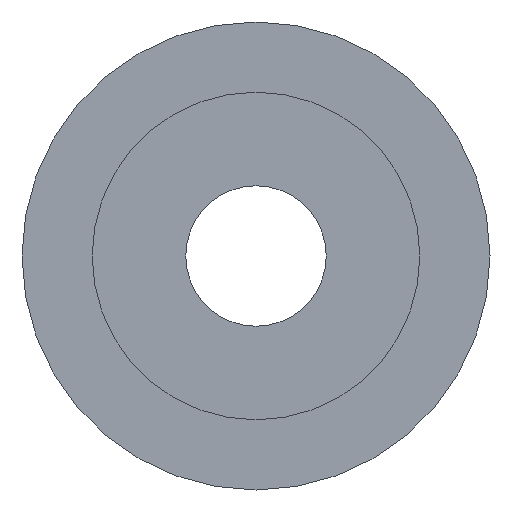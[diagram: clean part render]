
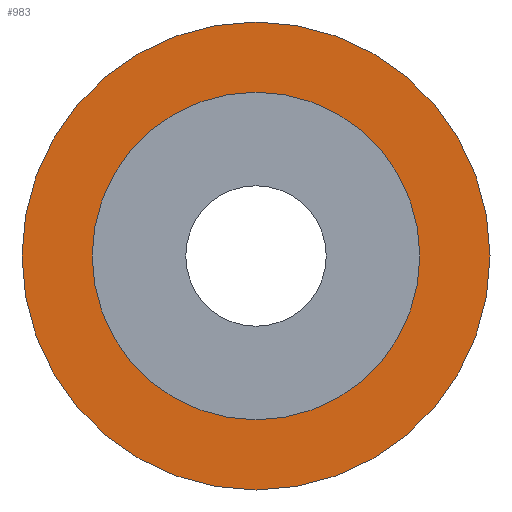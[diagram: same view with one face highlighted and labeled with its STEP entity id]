
A CAD part, front view. The second image highlights one B-rep face of the part: STEP entity #983.
In plain terms, the highlighted planar face has unit normal (0, -1, 0).
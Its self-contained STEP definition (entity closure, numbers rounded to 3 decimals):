
#125 = ORIENTED_EDGE ( 'NONE', *, *, #1913, .T. ) ;
#190 = CARTESIAN_POINT ( 'NONE',  ( 0., -1.5, 5. ) ) ;
#193 = ORIENTED_EDGE ( 'NONE', *, *, #1754, .F. ) ;
#240 = CARTESIAN_POINT ( 'NONE',  ( 0., -1.5, 0. ) ) ;
#316 = VERTEX_POINT ( 'NONE', #1431 ) ;
#372 = CARTESIAN_POINT ( 'NONE',  ( 0., -1.5, 0. ) ) ;
#552 = DIRECTION ( 'NONE',  ( 0., 1., 0. ) ) ;
#630 = ORIENTED_EDGE ( 'NONE', *, *, #2920, .F. ) ;
#669 = AXIS2_PLACEMENT_3D ( 'NONE', #1003, #1880, #3351 ) ;
#707 = PLANE ( 'NONE',  #669 ) ;
#752 = CIRCLE ( 'NONE', #3070, 5. ) ;
#983 = ADVANCED_FACE ( 'NONE', ( #3194, #3743 ), #707, .F. ) ;
#1003 = CARTESIAN_POINT ( 'NONE',  ( 0., -1.5, 0. ) ) ;
#1010 = AXIS2_PLACEMENT_3D ( 'NONE', #372, #1807, #1490 ) ;
#1014 = EDGE_LOOP ( 'NONE', ( #193, #630 ) ) ;
#1137 = DIRECTION ( 'NONE',  ( 0., 0., 1. ) ) ;
#1168 = CARTESIAN_POINT ( 'NONE',  ( 0., -1.5, -3.5 ) ) ;
#1303 = EDGE_CURVE ( 'NONE', #2644, #2030, #1987, .T. ) ;
#1349 = CIRCLE ( 'NONE', #2992, 3.5 ) ;
#1431 = CARTESIAN_POINT ( 'NONE',  ( 0., -1.5, -5. ) ) ;
#1452 = AXIS2_PLACEMENT_3D ( 'NONE', #2564, #1667, #3785 ) ;
#1490 = DIRECTION ( 'NONE',  ( 0., 0., 1. ) ) ;
#1524 = DIRECTION ( 'NONE',  ( 0., 0., 1. ) ) ;
#1667 = DIRECTION ( 'NONE',  ( 0., 1., 0. ) ) ;
#1754 = EDGE_CURVE ( 'NONE', #316, #3401, #752, .T. ) ;
#1807 = DIRECTION ( 'NONE',  ( 0., 1., 0. ) ) ;
#1880 = DIRECTION ( 'NONE',  ( 0., 1., 0. ) ) ;
#1913 = EDGE_CURVE ( 'NONE', #2030, #2644, #1349, .T. ) ;
#1987 = CIRCLE ( 'NONE', #1452, 3.5 ) ;
#2030 = VERTEX_POINT ( 'NONE', #3594 ) ;
#2103 = DIRECTION ( 'NONE',  ( 0., 1., 0. ) ) ;
#2133 = EDGE_LOOP ( 'NONE', ( #3732, #125 ) ) ;
#2564 = CARTESIAN_POINT ( 'NONE',  ( 0., -1.5, 0. ) ) ;
#2644 = VERTEX_POINT ( 'NONE', #1168 ) ;
#2679 = CARTESIAN_POINT ( 'NONE',  ( 0., -1.5, 0. ) ) ;
#2835 = CIRCLE ( 'NONE', #1010, 5. ) ;
#2920 = EDGE_CURVE ( 'NONE', #3401, #316, #2835, .T. ) ;
#2992 = AXIS2_PLACEMENT_3D ( 'NONE', #2679, #2103, #1524 ) ;
#3070 = AXIS2_PLACEMENT_3D ( 'NONE', #240, #552, #1137 ) ;
#3194 = FACE_BOUND ( 'NONE', #2133, .T. ) ;
#3351 = DIRECTION ( 'NONE',  ( 0., 0., 1. ) ) ;
#3401 = VERTEX_POINT ( 'NONE', #190 ) ;
#3594 = CARTESIAN_POINT ( 'NONE',  ( 0., -1.5, 3.5 ) ) ;
#3732 = ORIENTED_EDGE ( 'NONE', *, *, #1303, .T. ) ;
#3743 = FACE_OUTER_BOUND ( 'NONE', #1014, .T. ) ;
#3785 = DIRECTION ( 'NONE',  ( 0., 0., 1. ) ) ;
